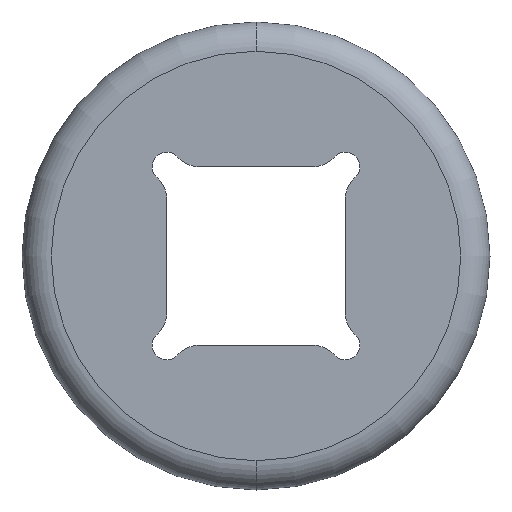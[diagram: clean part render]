
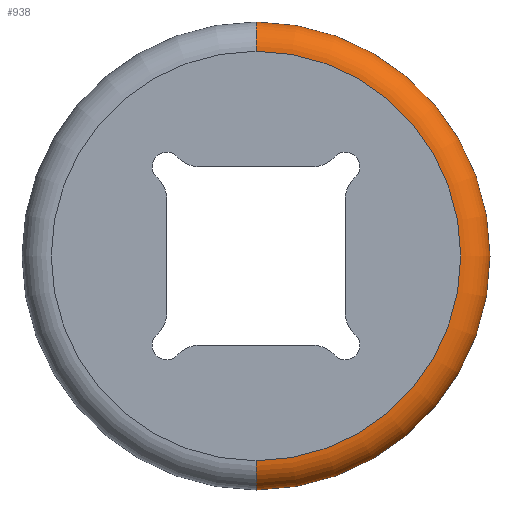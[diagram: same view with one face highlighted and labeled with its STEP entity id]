
A CAD part, front view. The second image highlights one B-rep face of the part: STEP entity #938.
In plain terms, the highlighted toroidal (fillet/blend) face has major radius 35 mm and minor radius 5 mm.
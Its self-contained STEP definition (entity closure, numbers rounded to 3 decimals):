
#3 = VERTEX_POINT ( 'NONE', #1027 ) ;
#6 = CARTESIAN_POINT ( 'NONE',  ( 0., 0., 0. ) ) ;
#21 = DIRECTION ( 'NONE',  ( 1., 0., 0. ) ) ;
#39 = CARTESIAN_POINT ( 'NONE',  ( 0., 5., -40. ) ) ;
#63 = DIRECTION ( 'NONE',  ( -1., 0., 0. ) ) ;
#65 = DIRECTION ( 'NONE',  ( 0., 1., 0. ) ) ;
#71 = ORIENTED_EDGE ( 'NONE', *, *, #257, .T. ) ;
#91 = CARTESIAN_POINT ( 'NONE',  ( 0., 0., -35. ) ) ;
#192 = DIRECTION ( 'NONE',  ( 0., 0., -1. ) ) ;
#194 = DIRECTION ( 'NONE',  ( 0., 0., 1. ) ) ;
#196 = VERTEX_POINT ( 'NONE', #91 ) ;
#212 = AXIS2_PLACEMENT_3D ( 'NONE', #1118, #677, #1102 ) ;
#247 = DIRECTION ( 'NONE',  ( 0., 0., 1. ) ) ;
#257 = EDGE_CURVE ( 'NONE', #196, #441, #709, .T. ) ;
#264 = ORIENTED_EDGE ( 'NONE', *, *, #499, .T. ) ;
#300 = EDGE_CURVE ( 'NONE', #196, #452, #777, .T. ) ;
#312 = ORIENTED_EDGE ( 'NONE', *, *, #510, .F. ) ;
#320 = CARTESIAN_POINT ( 'NONE',  ( 0., 5., 35. ) ) ;
#398 = AXIS2_PLACEMENT_3D ( 'NONE', #713, #21, #192 ) ;
#417 = AXIS2_PLACEMENT_3D ( 'NONE', #6, #614, #194 ) ;
#423 = CIRCLE ( 'NONE', #991, 5. ) ;
#441 = VERTEX_POINT ( 'NONE', #39 ) ;
#452 = VERTEX_POINT ( 'NONE', #900 ) ;
#499 = EDGE_CURVE ( 'NONE', #441, #3, #776, .T. ) ;
#504 = CARTESIAN_POINT ( 'NONE',  ( 0., 5., 0. ) ) ;
#510 = EDGE_CURVE ( 'NONE', #452, #3, #423, .T. ) ;
#604 = EDGE_LOOP ( 'NONE', ( #870, #71, #264, #312 ) ) ;
#614 = DIRECTION ( 'NONE',  ( 0., -1., 0. ) ) ;
#677 = DIRECTION ( 'NONE',  ( 0., -1., 0. ) ) ;
#706 = AXIS2_PLACEMENT_3D ( 'NONE', #504, #65, #932 ) ;
#709 = CIRCLE ( 'NONE', #398, 5. ) ;
#713 = CARTESIAN_POINT ( 'NONE',  ( 0., 5., -35. ) ) ;
#719 = TOROIDAL_SURFACE ( 'NONE', #706, 35., 5. ) ;
#776 = CIRCLE ( 'NONE', #212, 40. ) ;
#777 = CIRCLE ( 'NONE', #417, 35. ) ;
#870 = ORIENTED_EDGE ( 'NONE', *, *, #300, .F. ) ;
#900 = CARTESIAN_POINT ( 'NONE',  ( 0., 0., 35. ) ) ;
#932 = DIRECTION ( 'NONE',  ( 0., 0., 1. ) ) ;
#938 = ADVANCED_FACE ( 'NONE', ( #1089 ), #719, .T. ) ;
#991 = AXIS2_PLACEMENT_3D ( 'NONE', #320, #63, #247 ) ;
#1027 = CARTESIAN_POINT ( 'NONE',  ( 0., 5., 40. ) ) ;
#1089 = FACE_OUTER_BOUND ( 'NONE', #604, .T. ) ;
#1102 = DIRECTION ( 'NONE',  ( 0., 0., 1. ) ) ;
#1118 = CARTESIAN_POINT ( 'NONE',  ( 0., 5., 0. ) ) ;
